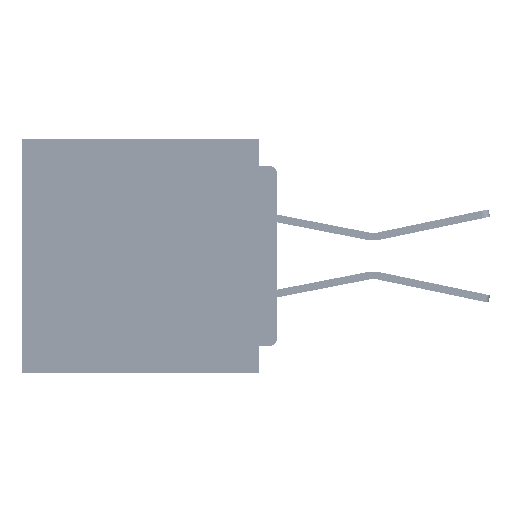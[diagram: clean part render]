
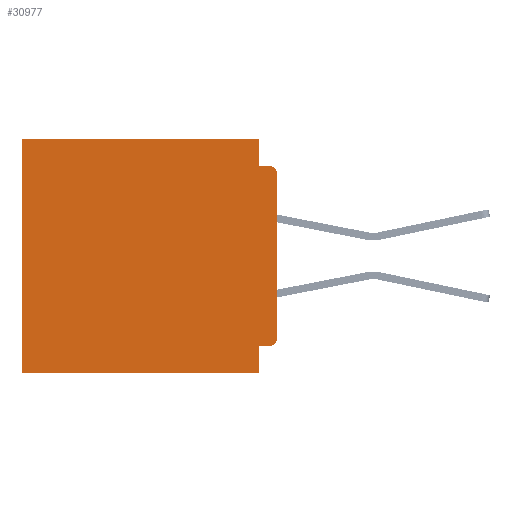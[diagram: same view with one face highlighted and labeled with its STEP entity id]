
A CAD part, left-side view. The second image highlights one B-rep face of the part: STEP entity #30977.
In plain terms, the highlighted planar face has unit normal (-1, 0, 0).
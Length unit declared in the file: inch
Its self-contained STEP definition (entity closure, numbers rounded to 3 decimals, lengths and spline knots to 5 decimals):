
#746 = DIRECTION ( 'NONE',  ( 0., 0., -1. ) ) ;
#1381 = EDGE_CURVE ( 'NONE', #26860, #7945, #36827, .T. ) ;
#1435 = ORIENTED_EDGE ( 'NONE', *, *, #12124, .F. ) ;
#2880 = EDGE_CURVE ( 'NONE', #67072, #59007, #30384, .T. ) ;
#4638 = ORIENTED_EDGE ( 'NONE', *, *, #65548, .F. ) ;
#4822 = LINE ( 'NONE', #8469, #17124 ) ;
#5110 = EDGE_CURVE ( 'NONE', #41536, #26860, #57919, .T. ) ;
#5253 = DIRECTION ( 'NONE',  ( 0., 0., -1. ) ) ;
#5471 = LINE ( 'NONE', #24135, #45676 ) ;
#6186 = CARTESIAN_POINT ( 'NONE',  ( 0.3, 0.031, 0. ) ) ;
#6399 = CARTESIAN_POINT ( 'NONE',  ( 0.3, 0.031, -0.4 ) ) ;
#7945 = VERTEX_POINT ( 'NONE', #51997 ) ;
#8469 = CARTESIAN_POINT ( 'NONE',  ( 0.3, 0., -0.4 ) ) ;
#12124 = EDGE_CURVE ( 'NONE', #16930, #67072, #13025, .T. ) ;
#12286 = DIRECTION ( 'NONE',  ( -1., 0., 0. ) ) ;
#13025 = LINE ( 'NONE', #22429, #67132 ) ;
#13705 = ORIENTED_EDGE ( 'NONE', *, *, #5110, .F. ) ;
#14138 = VECTOR ( 'NONE', #51520, 39.37008 ) ;
#14839 = CARTESIAN_POINT ( 'NONE',  ( 0.3, 0.437, -0.4 ) ) ;
#15756 = LINE ( 'NONE', #14839, #14138 ) ;
#16930 = VERTEX_POINT ( 'NONE', #24718 ) ;
#16959 = ORIENTED_EDGE ( 'NONE', *, *, #56434, .T. ) ;
#17002 = EDGE_CURVE ( 'NONE', #31853, #59007, #15756, .T. ) ;
#17124 = VECTOR ( 'NONE', #50414, 39.37008 ) ;
#18092 = DIRECTION ( 'NONE',  ( 1., 0., 0. ) ) ;
#18923 = ORIENTED_EDGE ( 'NONE', *, *, #1381, .F. ) ;
#19514 = VERTEX_POINT ( 'NONE', #60344 ) ;
#21627 = VECTOR ( 'NONE', #61120, 39.37008 ) ;
#22429 = CARTESIAN_POINT ( 'NONE',  ( 0.3, 0.031, -0.4 ) ) ;
#23022 = CARTESIAN_POINT ( 'NONE',  ( 0.3, 0., -0.06 ) ) ;
#23684 = CARTESIAN_POINT ( 'NONE',  ( 0.3, 0., -0.34 ) ) ;
#24135 = CARTESIAN_POINT ( 'NONE',  ( 0.3, 0., 0. ) ) ;
#24716 = CIRCLE ( 'NONE', #26679, 0.015 ) ;
#24718 = CARTESIAN_POINT ( 'NONE',  ( 0.3, 0.031, -0.355 ) ) ;
#25599 = CARTESIAN_POINT ( 'NONE',  ( 0.3, 0.437, 0. ) ) ;
#26679 = AXIS2_PLACEMENT_3D ( 'NONE', #43684, #12286, #48996 ) ;
#26860 = VERTEX_POINT ( 'NONE', #63644 ) ;
#30384 = LINE ( 'NONE', #58376, #56614 ) ;
#30977 = ADVANCED_FACE ( 'NONE', ( #49971 ), #44203, .F. ) ;
#31094 = EDGE_CURVE ( 'NONE', #32199, #51429, #4822, .T. ) ;
#31853 = VERTEX_POINT ( 'NONE', #25599 ) ;
#32066 = CIRCLE ( 'NONE', #46052, 0.015 ) ;
#32199 = VERTEX_POINT ( 'NONE', #23022 ) ;
#32716 = DIRECTION ( 'NONE',  ( 0., 0., -1. ) ) ;
#33771 = CARTESIAN_POINT ( 'NONE',  ( 0.3, 0.015, -0.34 ) ) ;
#35858 = AXIS2_PLACEMENT_3D ( 'NONE', #49505, #18092, #54764 ) ;
#36358 = DIRECTION ( 'NONE',  ( 0., -1., 0. ) ) ;
#36656 = DIRECTION ( 'NONE',  ( -1., 0., 0. ) ) ;
#36827 = LINE ( 'NONE', #59482, #49168 ) ;
#37450 = CARTESIAN_POINT ( 'NONE',  ( 0.3, 0.031, 0. ) ) ;
#39528 = ORIENTED_EDGE ( 'NONE', *, *, #2880, .F. ) ;
#41536 = VERTEX_POINT ( 'NONE', #6186 ) ;
#41798 = ORIENTED_EDGE ( 'NONE', *, *, #31094, .F. ) ;
#43684 = CARTESIAN_POINT ( 'NONE',  ( 0.3, 0.015, -0.06 ) ) ;
#44203 = PLANE ( 'NONE',  #35858 ) ;
#44255 = EDGE_LOOP ( 'NONE', ( #41798, #16959, #18923, #13705, #56415, #63917, #39528, #1435, #4638, #64335 ) ) ;
#45676 = VECTOR ( 'NONE', #60783, 39.37008 ) ;
#46052 = AXIS2_PLACEMENT_3D ( 'NONE', #33771, #36656, #5253 ) ;
#47264 = VECTOR ( 'NONE', #746, 39.37008 ) ;
#48996 = DIRECTION ( 'NONE',  ( 0., 0., -1. ) ) ;
#49168 = VECTOR ( 'NONE', #36358, 39.37008 ) ;
#49505 = CARTESIAN_POINT ( 'NONE',  ( 0.3, 0., -0.4 ) ) ;
#49971 = FACE_OUTER_BOUND ( 'NONE', #44255, .T. ) ;
#50414 = DIRECTION ( 'NONE',  ( 0., 0., -1. ) ) ;
#51429 = VERTEX_POINT ( 'NONE', #23684 ) ;
#51520 = DIRECTION ( 'NONE',  ( 0., 0., -1. ) ) ;
#51997 = CARTESIAN_POINT ( 'NONE',  ( 0.3, 0.015, -0.045 ) ) ;
#54764 = DIRECTION ( 'NONE',  ( 0., 0., -1. ) ) ;
#55867 = CARTESIAN_POINT ( 'NONE',  ( 0.3, 0., -0.355 ) ) ;
#56415 = ORIENTED_EDGE ( 'NONE', *, *, #59859, .T. ) ;
#56434 = EDGE_CURVE ( 'NONE', #32199, #7945, #24716, .T. ) ;
#56614 = VECTOR ( 'NONE', #59643, 39.37008 ) ;
#57919 = LINE ( 'NONE', #37450, #47264 ) ;
#58376 = CARTESIAN_POINT ( 'NONE',  ( 0.3, 0., -0.4 ) ) ;
#59007 = VERTEX_POINT ( 'NONE', #64083 ) ;
#59482 = CARTESIAN_POINT ( 'NONE',  ( 0.3, 0., -0.045 ) ) ;
#59643 = DIRECTION ( 'NONE',  ( 0., 1., 0. ) ) ;
#59859 = EDGE_CURVE ( 'NONE', #41536, #31853, #5471, .T. ) ;
#60344 = CARTESIAN_POINT ( 'NONE',  ( 0.3, 0.015, -0.355 ) ) ;
#60783 = DIRECTION ( 'NONE',  ( 0., 1., 0. ) ) ;
#61120 = DIRECTION ( 'NONE',  ( 0., 1., 0. ) ) ;
#63409 = LINE ( 'NONE', #55867, #21627 ) ;
#63644 = CARTESIAN_POINT ( 'NONE',  ( 0.3, 0.031, -0.045 ) ) ;
#63917 = ORIENTED_EDGE ( 'NONE', *, *, #17002, .T. ) ;
#64083 = CARTESIAN_POINT ( 'NONE',  ( 0.3, 0.437, -0.4 ) ) ;
#64335 = ORIENTED_EDGE ( 'NONE', *, *, #66944, .T. ) ;
#65548 = EDGE_CURVE ( 'NONE', #19514, #16930, #63409, .T. ) ;
#66944 = EDGE_CURVE ( 'NONE', #19514, #51429, #32066, .T. ) ;
#67072 = VERTEX_POINT ( 'NONE', #6399 ) ;
#67132 = VECTOR ( 'NONE', #32716, 39.37008 ) ;
